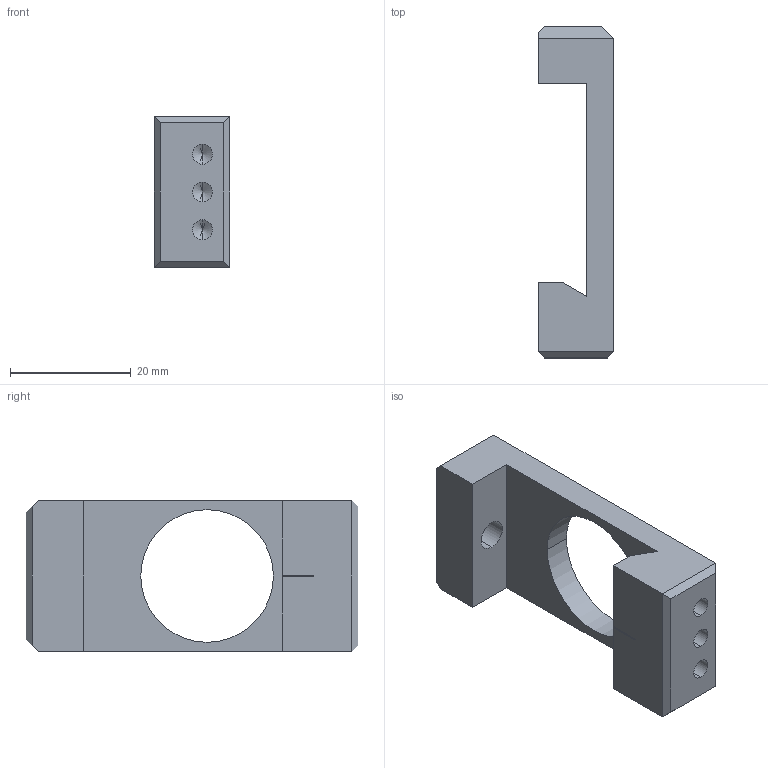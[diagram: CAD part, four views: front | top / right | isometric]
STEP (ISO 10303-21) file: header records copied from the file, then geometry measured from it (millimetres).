
FILE_DESCRIPTION (( 'STEP AP214' ), '1' );
FILE_NAME ('OM-006-010-110_01.STEP', '2024-10-07T16:42:02', ( '' ), ( '' ), 'SwSTEP 2.0', 'SolidWorks 2022', '' );
FILE_SCHEMA (( 'AUTOMOTIVE_DESIGN' ));
Length unit declared in the file: millimetre
Products named in the file (1): OM-006-010-110_01
Bounding box: 12.5 x 55 x 25 mm (x, y, z)
Volume: 8204 mm3; surface area: 4494.7 mm2
Topology: 1 solids, 1 shells, 39 faces, 99 edges, 59 vertices
Faces by surface type: plane 22, cylinder 11, cone 6
Entity records: 1544 total; most frequent: DIRECTION 195, CARTESIAN_POINT 192, ORIENTED_EDGE 186, EDGE_CURVE 93, LINE 71, VECTOR 71, AXIS2_PLACEMENT_3D 62, VERTEX_POINT 59
